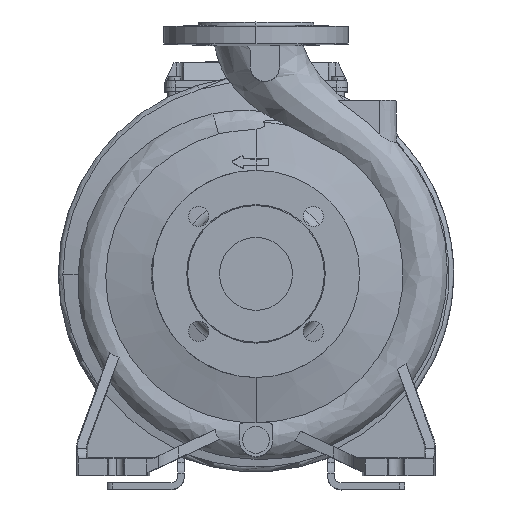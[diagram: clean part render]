
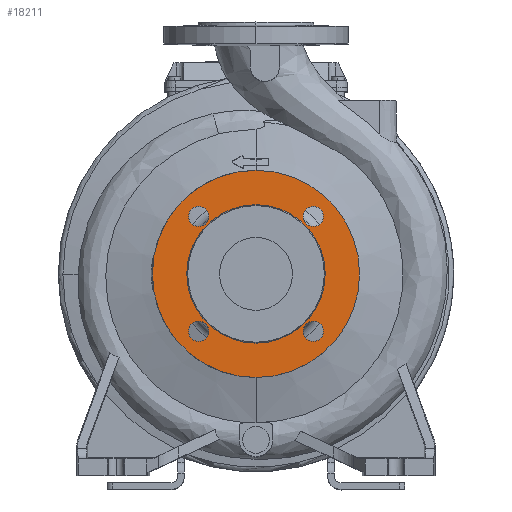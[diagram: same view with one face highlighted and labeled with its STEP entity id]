
A CAD part, top view. The second image highlights one B-rep face of the part: STEP entity #18211.
In plain terms, the highlighted planar face has unit normal (0, 0, 1).
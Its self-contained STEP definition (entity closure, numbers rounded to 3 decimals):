
#1140 = FACE_BOUND ( 'NONE', #23693, .T. ) ;
#1284 = ORIENTED_EDGE ( 'NONE', *, *, #73119, .F. ) ;
#1624 = FACE_BOUND ( 'NONE', #66027, .T. ) ;
#1833 = CARTESIAN_POINT ( 'NONE',  ( -51.265, 60.265, -3. ) ) ;
#2523 = DIRECTION ( 'NONE',  ( 0., -1., 0. ) ) ;
#3321 = CARTESIAN_POINT ( 'NONE',  ( -51.265, -51.265, -3. ) ) ;
#3530 = CARTESIAN_POINT ( 'NONE',  ( -51.265, -51.265, -3. ) ) ;
#3601 = AXIS2_PLACEMENT_3D ( 'NONE', #3530, #47733, #2523 ) ;
#5407 = VERTEX_POINT ( 'NONE', #28049 ) ;
#7770 = DIRECTION ( 'NONE',  ( 0., 0., -1. ) ) ;
#8037 = AXIS2_PLACEMENT_3D ( 'NONE', #13411, #73134, #74620 ) ;
#8649 = AXIS2_PLACEMENT_3D ( 'NONE', #78817, #11049, #79300 ) ;
#10136 = FACE_BOUND ( 'NONE', #13147, .T. ) ;
#10670 = EDGE_LOOP ( 'NONE', ( #74518, #54760 ) ) ;
#11049 = DIRECTION ( 'NONE',  ( 0., 0., -1. ) ) ;
#11319 = CIRCLE ( 'NONE', #56181, 9. ) ;
#12638 = CARTESIAN_POINT ( 'NONE',  ( 51.265, 60.265, -3. ) ) ;
#13147 = EDGE_LOOP ( 'NONE', ( #52108, #15914 ) ) ;
#13411 = CARTESIAN_POINT ( 'NONE',  ( 0., 0., -3. ) ) ;
#15465 = CARTESIAN_POINT ( 'NONE',  ( 0., 0., -3. ) ) ;
#15914 = ORIENTED_EDGE ( 'NONE', *, *, #27855, .T. ) ;
#16668 = FACE_BOUND ( 'NONE', #10670, .T. ) ;
#17033 = CARTESIAN_POINT ( 'NONE',  ( -51.265, -42.265, -3. ) ) ;
#17427 = CARTESIAN_POINT ( 'NONE',  ( 0., 61.804, -3. ) ) ;
#18211 = ADVANCED_FACE ( 'NONE', ( #40270, #10136, #1140, #1624, #16668, #56308 ), #32740, .F. ) ;
#21236 = CIRCLE ( 'NONE', #3601, 9. ) ;
#21412 = CARTESIAN_POINT ( 'NONE',  ( 51.265, -51.265, -3. ) ) ;
#22013 = AXIS2_PLACEMENT_3D ( 'NONE', #33668, #27111, #72780 ) ;
#22919 = VERTEX_POINT ( 'NONE', #95165 ) ;
#23416 = EDGE_CURVE ( 'NONE', #34419, #5407, #11319, .T. ) ;
#23693 = EDGE_LOOP ( 'NONE', ( #42122, #53447 ) ) ;
#24930 = ORIENTED_EDGE ( 'NONE', *, *, #93978, .T. ) ;
#24985 = DIRECTION ( 'NONE',  ( 0., 1., 0. ) ) ;
#25199 = DIRECTION ( 'NONE',  ( 0., 1., 0. ) ) ;
#25539 = CARTESIAN_POINT ( 'NONE',  ( 0., -92.5, -3. ) ) ;
#26311 = DIRECTION ( 'NONE',  ( 0., -1., 0. ) ) ;
#27111 = DIRECTION ( 'NONE',  ( 0., 0., -1. ) ) ;
#27359 = CARTESIAN_POINT ( 'NONE',  ( -51.265, 51.265, -3. ) ) ;
#27650 = VERTEX_POINT ( 'NONE', #12638 ) ;
#27855 = EDGE_CURVE ( 'NONE', #46828, #92238, #21236, .T. ) ;
#28049 = CARTESIAN_POINT ( 'NONE',  ( 51.265, -42.265, -3. ) ) ;
#28951 = AXIS2_PLACEMENT_3D ( 'NONE', #31753, #93417, #25199 ) ;
#29218 = CARTESIAN_POINT ( 'NONE',  ( 0., 0., -3. ) ) ;
#29431 = DIRECTION ( 'NONE',  ( 0., -1., 0. ) ) ;
#29872 = CARTESIAN_POINT ( 'NONE',  ( -51.265, 42.265, -3. ) ) ;
#29928 = DIRECTION ( 'NONE',  ( 0., 0., -1. ) ) ;
#30180 = CARTESIAN_POINT ( 'NONE',  ( 0., -61.804, -3. ) ) ;
#30479 = CIRCLE ( 'NONE', #8037, 61.804 ) ;
#30709 = DIRECTION ( 'NONE',  ( 0., 1., 0. ) ) ;
#31753 = CARTESIAN_POINT ( 'NONE',  ( -185., 185., -3. ) ) ;
#32740 = PLANE ( 'NONE',  #28951 ) ;
#33359 = DIRECTION ( 'NONE',  ( 0., 0., -1. ) ) ;
#33639 = AXIS2_PLACEMENT_3D ( 'NONE', #27359, #57980, #88543 ) ;
#33668 = CARTESIAN_POINT ( 'NONE',  ( 0., 0., -3. ) ) ;
#34419 = VERTEX_POINT ( 'NONE', #82686 ) ;
#36338 = ORIENTED_EDGE ( 'NONE', *, *, #70537, .T. ) ;
#39373 = DIRECTION ( 'NONE',  ( 0., -1., 0. ) ) ;
#40270 = FACE_BOUND ( 'NONE', #88623, .T. ) ;
#41012 = CARTESIAN_POINT ( 'NONE',  ( -51.265, 51.265, -3. ) ) ;
#42122 = ORIENTED_EDGE ( 'NONE', *, *, #23416, .T. ) ;
#43567 = VERTEX_POINT ( 'NONE', #25539 ) ;
#44276 = DIRECTION ( 'NONE',  ( 0., 0., -1. ) ) ;
#44477 = ORIENTED_EDGE ( 'NONE', *, *, #85914, .T. ) ;
#44977 = AXIS2_PLACEMENT_3D ( 'NONE', #29218, #44276, #30709 ) ;
#45934 = CARTESIAN_POINT ( 'NONE',  ( 51.265, -51.265, -3. ) ) ;
#46828 = VERTEX_POINT ( 'NONE', #17033 ) ;
#47733 = DIRECTION ( 'NONE',  ( 0., 0., -1. ) ) ;
#48072 = DIRECTION ( 'NONE',  ( 0., 0., -1. ) ) ;
#48998 = DIRECTION ( 'NONE',  ( 0., 0., -1. ) ) ;
#49124 = VERTEX_POINT ( 'NONE', #17427 ) ;
#50745 = AXIS2_PLACEMENT_3D ( 'NONE', #3321, #48998, #72554 ) ;
#52108 = ORIENTED_EDGE ( 'NONE', *, *, #89431, .T. ) ;
#52301 = CIRCLE ( 'NONE', #50745, 9. ) ;
#52391 = AXIS2_PLACEMENT_3D ( 'NONE', #41012, #48072, #87613 ) ;
#53447 = ORIENTED_EDGE ( 'NONE', *, *, #84943, .T. ) ;
#54760 = ORIENTED_EDGE ( 'NONE', *, *, #56629, .F. ) ;
#54799 = EDGE_LOOP ( 'NONE', ( #1284, #85194 ) ) ;
#55710 = CIRCLE ( 'NONE', #59040, 9. ) ;
#56181 = AXIS2_PLACEMENT_3D ( 'NONE', #45934, #7770, #39373 ) ;
#56308 = FACE_OUTER_BOUND ( 'NONE', #54799, .T. ) ;
#56629 = EDGE_CURVE ( 'NONE', #71182, #49124, #74621, .T. ) ;
#57980 = DIRECTION ( 'NONE',  ( 0., 0., -1. ) ) ;
#58495 = EDGE_CURVE ( 'NONE', #89379, #61437, #76866, .T. ) ;
#59040 = AXIS2_PLACEMENT_3D ( 'NONE', #95027, #33359, #26311 ) ;
#59495 = EDGE_CURVE ( 'NONE', #43567, #22919, #89759, .T. ) ;
#61437 = VERTEX_POINT ( 'NONE', #29872 ) ;
#64655 = CIRCLE ( 'NONE', #80711, 9. ) ;
#66027 = EDGE_LOOP ( 'NONE', ( #44477, #24930 ) ) ;
#68114 = VERTEX_POINT ( 'NONE', #73945 ) ;
#70044 = CIRCLE ( 'NONE', #22013, 92.5 ) ;
#70537 = EDGE_CURVE ( 'NONE', #61437, #89379, #74792, .T. ) ;
#71182 = VERTEX_POINT ( 'NONE', #30180 ) ;
#72554 = DIRECTION ( 'NONE',  ( 0., -1., 0. ) ) ;
#72780 = DIRECTION ( 'NONE',  ( 0., 1., 0. ) ) ;
#73119 = EDGE_CURVE ( 'NONE', #22919, #43567, #70044, .T. ) ;
#73134 = DIRECTION ( 'NONE',  ( 0., 0., 1. ) ) ;
#73945 = CARTESIAN_POINT ( 'NONE',  ( 51.265, 42.265, -3. ) ) ;
#74518 = ORIENTED_EDGE ( 'NONE', *, *, #77052, .F. ) ;
#74620 = DIRECTION ( 'NONE',  ( 0., 1., 0. ) ) ;
#74621 = CIRCLE ( 'NONE', #85755, 61.804 ) ;
#74792 = CIRCLE ( 'NONE', #52391, 9. ) ;
#76866 = CIRCLE ( 'NONE', #33639, 9. ) ;
#77052 = EDGE_CURVE ( 'NONE', #49124, #71182, #30479, .T. ) ;
#78817 = CARTESIAN_POINT ( 'NONE',  ( 51.265, 51.265, -3. ) ) ;
#79300 = DIRECTION ( 'NONE',  ( 0., -1., 0. ) ) ;
#80161 = ORIENTED_EDGE ( 'NONE', *, *, #58495, .T. ) ;
#80711 = AXIS2_PLACEMENT_3D ( 'NONE', #21412, #29928, #29431 ) ;
#82686 = CARTESIAN_POINT ( 'NONE',  ( 51.265, -60.265, -3. ) ) ;
#84943 = EDGE_CURVE ( 'NONE', #5407, #34419, #64655, .T. ) ;
#85194 = ORIENTED_EDGE ( 'NONE', *, *, #59495, .F. ) ;
#85755 = AXIS2_PLACEMENT_3D ( 'NONE', #15465, #93681, #24985 ) ;
#85760 = CARTESIAN_POINT ( 'NONE',  ( -51.265, -60.265, -3. ) ) ;
#85914 = EDGE_CURVE ( 'NONE', #68114, #27650, #98393, .T. ) ;
#87613 = DIRECTION ( 'NONE',  ( 0., -1., 0. ) ) ;
#88543 = DIRECTION ( 'NONE',  ( 0., -1., 0. ) ) ;
#88623 = EDGE_LOOP ( 'NONE', ( #36338, #80161 ) ) ;
#89379 = VERTEX_POINT ( 'NONE', #1833 ) ;
#89431 = EDGE_CURVE ( 'NONE', #92238, #46828, #52301, .T. ) ;
#89759 = CIRCLE ( 'NONE', #44977, 92.5 ) ;
#92238 = VERTEX_POINT ( 'NONE', #85760 ) ;
#93417 = DIRECTION ( 'NONE',  ( 0., 0., -1. ) ) ;
#93681 = DIRECTION ( 'NONE',  ( 0., 0., 1. ) ) ;
#93978 = EDGE_CURVE ( 'NONE', #27650, #68114, #55710, .T. ) ;
#95027 = CARTESIAN_POINT ( 'NONE',  ( 51.265, 51.265, -3. ) ) ;
#95165 = CARTESIAN_POINT ( 'NONE',  ( 0., 92.5, -3. ) ) ;
#98393 = CIRCLE ( 'NONE', #8649, 9. ) ;
